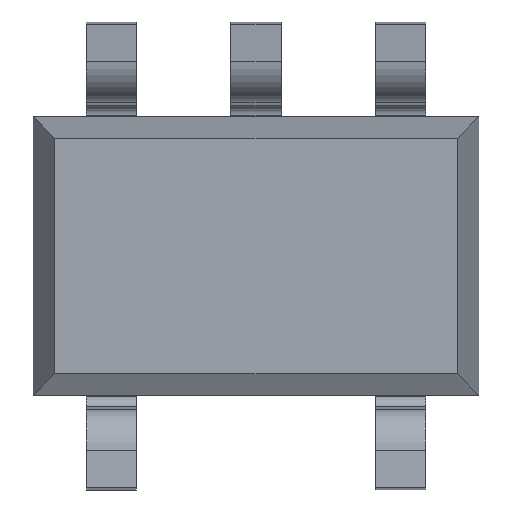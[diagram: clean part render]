
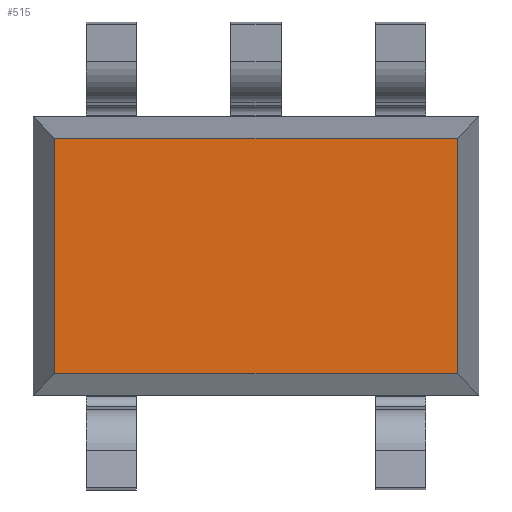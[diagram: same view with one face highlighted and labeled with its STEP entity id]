
A CAD part, front view. The second image highlights one B-rep face of the part: STEP entity #515.
In plain terms, the highlighted planar face has unit normal (0, -1, 0).
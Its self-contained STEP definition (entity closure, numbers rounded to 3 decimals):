
#70 = ORIENTED_EDGE ( 'NONE', *, *, #1348, .F. ) ;
#92 = VECTOR ( 'NONE', #626, 1000. ) ;
#324 = LINE ( 'NONE', #2979, #401 ) ;
#341 = DIRECTION ( 'NONE',  ( 0., 1., 0. ) ) ;
#401 = VECTOR ( 'NONE', #910, 1000. ) ;
#515 = ADVANCED_FACE ( 'NONE', ( #2750 ), #1885, .F. ) ;
#626 = DIRECTION ( 'NONE',  ( 0., 0., -1. ) ) ;
#650 = ORIENTED_EDGE ( 'NONE', *, *, #2157, .F. ) ;
#842 = VECTOR ( 'NONE', #1383, 1000. ) ;
#864 = CARTESIAN_POINT ( 'NONE',  ( 0., -0.55, 0.528 ) ) ;
#910 = DIRECTION ( 'NONE',  ( -1., 0., 0. ) ) ;
#1260 = CARTESIAN_POINT ( 'NONE',  ( -0.903, -0.55, -0.528 ) ) ;
#1267 = VECTOR ( 'NONE', #3207, 1000. ) ;
#1314 = VERTEX_POINT ( 'NONE', #2117 ) ;
#1348 = EDGE_CURVE ( 'NONE', #2711, #1314, #1430, .T. ) ;
#1383 = DIRECTION ( 'NONE',  ( 0., 0., 1. ) ) ;
#1430 = LINE ( 'NONE', #864, #1267 ) ;
#1434 = EDGE_CURVE ( 'NONE', #2688, #2711, #2151, .T. ) ;
#1629 = CARTESIAN_POINT ( 'NONE',  ( 0., -0.55, 0. ) ) ;
#1868 = DIRECTION ( 'NONE',  ( 0., 0., 1. ) ) ;
#1885 = PLANE ( 'NONE',  #2707 ) ;
#2117 = CARTESIAN_POINT ( 'NONE',  ( 0.903, -0.55, 0.528 ) ) ;
#2151 = LINE ( 'NONE', #2430, #842 ) ;
#2157 = EDGE_CURVE ( 'NONE', #1314, #3173, #2663, .T. ) ;
#2204 = ORIENTED_EDGE ( 'NONE', *, *, #1434, .F. ) ;
#2322 = ORIENTED_EDGE ( 'NONE', *, *, #3092, .F. ) ;
#2430 = CARTESIAN_POINT ( 'NONE',  ( -0.903, -0.55, 0. ) ) ;
#2521 = CARTESIAN_POINT ( 'NONE',  ( -0.903, -0.55, 0.528 ) ) ;
#2663 = LINE ( 'NONE', #2683, #92 ) ;
#2683 = CARTESIAN_POINT ( 'NONE',  ( 0.903, -0.55, 0. ) ) ;
#2688 = VERTEX_POINT ( 'NONE', #1260 ) ;
#2707 = AXIS2_PLACEMENT_3D ( 'NONE', #1629, #341, #1868 ) ;
#2711 = VERTEX_POINT ( 'NONE', #2521 ) ;
#2743 = EDGE_LOOP ( 'NONE', ( #2204, #2322, #650, #70 ) ) ;
#2750 = FACE_OUTER_BOUND ( 'NONE', #2743, .T. ) ;
#2979 = CARTESIAN_POINT ( 'NONE',  ( 0., -0.55, -0.528 ) ) ;
#3040 = CARTESIAN_POINT ( 'NONE',  ( 0.903, -0.55, -0.528 ) ) ;
#3092 = EDGE_CURVE ( 'NONE', #3173, #2688, #324, .T. ) ;
#3173 = VERTEX_POINT ( 'NONE', #3040 ) ;
#3207 = DIRECTION ( 'NONE',  ( 1., 0., 0. ) ) ;
